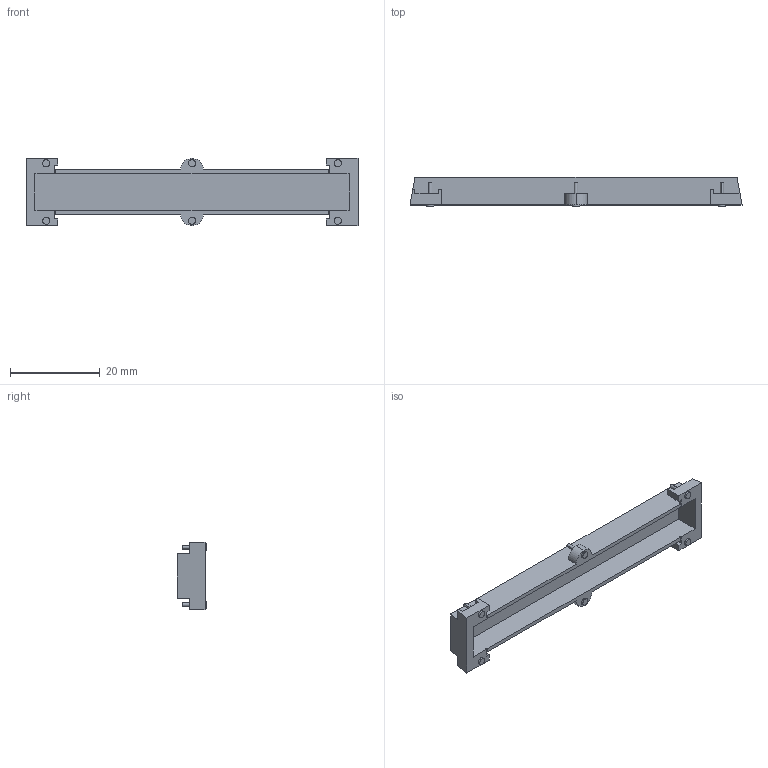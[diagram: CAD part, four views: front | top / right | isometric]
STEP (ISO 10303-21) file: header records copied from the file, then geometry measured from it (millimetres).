
FILE_DESCRIPTION (( 'STEP AP214' ), '1' );
FILE_NAME ('KGEA-SMD series sddsds.STEP', '2022-05-21T15:58:43', ( '' ), ( '' ), 'SwSTEP 2.0', 'SolidWorks 2022', '' );
FILE_SCHEMA (( 'AUTOMOTIVE_DESIGN' ));
Length unit declared in the file: millimetre
Products named in the file (4): KGEA-SMD series.STEP; KGEA-SMD series sddsds; caja_plast_Predeterminado.STEP; pin_media_luna_Predeterminado.STEP
Assembly tree (8 placements, depth 3):
  KGEA-SMD series sddsds
    KGEA-SMD series.STEP
      pin_media_luna_Predeterminado.STEP  x6
      caja_plast_Predeterminado.STEP
Bounding box: 74 x 6.6 x 15 mm (x, y, z)
Volume: 1716 mm3; surface area: 3712.6 mm2
Topology: 7 solids, 7 shells, 116 faces, 275 edges, 182 vertices
Faces by surface type: plane 81, cylinder 30, bspline 5
Entity records: 2817 total; most frequent: CARTESIAN_POINT 653, ORIENTED_EDGE 430, DIRECTION 399, EDGE_CURVE 215, VECTOR 183, LINE 183, VERTEX_POINT 142, AXIS2_PLACEMENT_3D 108
